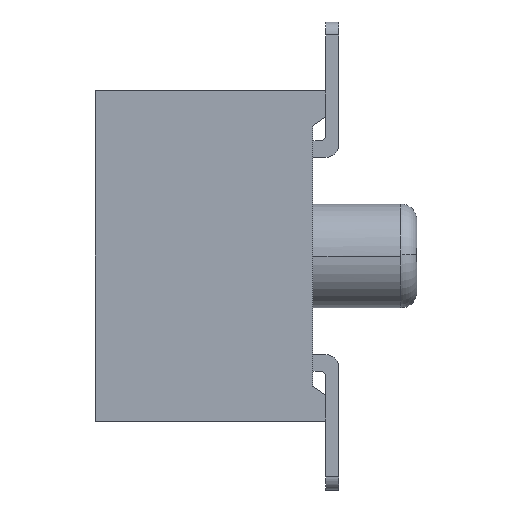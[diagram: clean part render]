
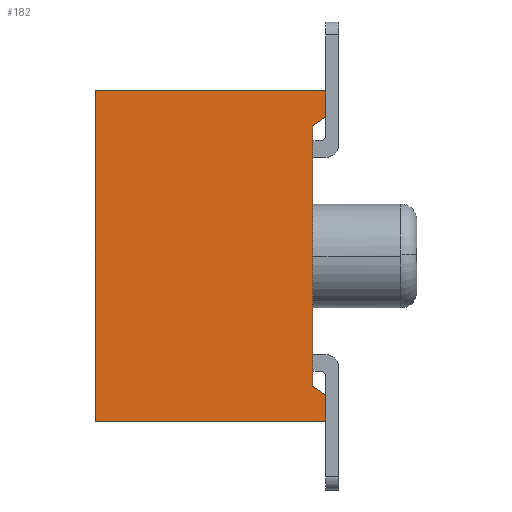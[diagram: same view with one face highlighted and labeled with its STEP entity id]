
A CAD part, left-side view. The second image highlights one B-rep face of the part: STEP entity #182.
In plain terms, the highlighted planar face has unit normal (-1, 0, 0).
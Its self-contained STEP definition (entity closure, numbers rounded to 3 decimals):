
#182=ADVANCED_FACE('',(#829),#830,.T.);
#829=FACE_OUTER_BOUND('',#2052,.T.);
#830=PLANE('',#2053);
#2052=EDGE_LOOP('',(#3456,#3457,#3458,#3459,#3460,#3461,#3462,#3463));
#2053=AXIS2_PLACEMENT_3D('',#3464,#3465,#3466);
#3456=ORIENTED_EDGE('',*,*,#8212,.F.);
#3457=ORIENTED_EDGE('',*,*,#8207,.T.);
#3458=ORIENTED_EDGE('',*,*,#8221,.T.);
#3459=ORIENTED_EDGE('',*,*,#8223,.F.);
#3460=ORIENTED_EDGE('',*,*,#8338,.F.);
#3461=ORIENTED_EDGE('',*,*,#8209,.T.);
#3462=ORIENTED_EDGE('',*,*,#8339,.F.);
#3463=ORIENTED_EDGE('',*,*,#8295,.F.);
#3464=CARTESIAN_POINT('',(-1.27,0.0,-2.54));
#3465=DIRECTION('',(-1.0,0.0,0.0));
#3466=DIRECTION('',(0.0,0.0,1.0));
#8207=EDGE_CURVE('',#9828,#9833,#9835,.T.);
#8209=EDGE_CURVE('',#9839,#9836,#9840,.T.);
#8212=EDGE_CURVE('',#9828,#9844,#9845,.T.);
#8221=EDGE_CURVE('',#9833,#9857,#9859,.T.);
#8223=EDGE_CURVE('',#9860,#9857,#9862,.T.);
#8295=EDGE_CURVE('',#9844,#9996,#9997,.T.);
#8338=EDGE_CURVE('',#9839,#9860,#10078,.T.);
#8339=EDGE_CURVE('',#9996,#9836,#10079,.T.);
#9828=VERTEX_POINT('',#12472);
#9833=VERTEX_POINT('',#12479);
#9835=LINE('',#12482,#12483);
#9836=VERTEX_POINT('',#12484);
#9839=VERTEX_POINT('',#12488);
#9840=LINE('',#12489,#12490);
#9844=VERTEX_POINT('',#12496);
#9845=LINE('',#12497,#12498);
#9857=VERTEX_POINT('',#12517);
#9859=LINE('',#12520,#12521);
#9860=VERTEX_POINT('',#12522);
#9862=LINE('',#12525,#12526);
#9996=VERTEX_POINT('',#12731);
#9997=LINE('',#12732,#12733);
#10078=LINE('',#12854,#12855);
#10079=LINE('',#12856,#12857);
#12472=CARTESIAN_POINT('',(-1.27,0.0,2.14));
#12479=CARTESIAN_POINT('',(-1.27,0.0,2.54));
#12482=CARTESIAN_POINT('',(-1.27,0.0,2.14));
#12483=VECTOR('',#16421,0.4);
#12484=CARTESIAN_POINT('',(-1.27,0.0,-2.14));
#12488=CARTESIAN_POINT('',(-1.27,0.0,-2.54));
#12489=CARTESIAN_POINT('',(-1.27,0.0,-2.54));
#12490=VECTOR('',#16423,0.4);
#12496=CARTESIAN_POINT('',(-1.27,0.2,2.0));
#12497=CARTESIAN_POINT('',(-1.27,0.0,2.14));
#12498=VECTOR('',#16426,0.244);
#12517=CARTESIAN_POINT('',(-1.27,3.55,2.54));
#12520=CARTESIAN_POINT('',(-1.27,0.0,2.54));
#12521=VECTOR('',#16435,3.55);
#12522=CARTESIAN_POINT('',(-1.27,3.55,-2.54));
#12525=CARTESIAN_POINT('',(-1.27,3.55,-2.54));
#12526=VECTOR('',#16437,5.08);
#12731=CARTESIAN_POINT('',(-1.27,0.2,-2.0));
#12732=CARTESIAN_POINT('',(-1.27,0.2,2.0));
#12733=VECTOR('',#16509,4.0);
#12854=CARTESIAN_POINT('',(-1.27,0.0,-2.54));
#12855=VECTOR('',#16556,3.55);
#12856=CARTESIAN_POINT('',(-1.27,0.2,-2.0));
#12857=VECTOR('',#16557,0.244);
#16421=DIRECTION('',(0.0,0.0,1.0));
#16423=DIRECTION('',(0.0,0.0,1.0));
#16426=DIRECTION('',(0.0,0.819,-0.574));
#16435=DIRECTION('',(0.0,1.0,0.0));
#16437=DIRECTION('',(0.0,0.0,1.0));
#16509=DIRECTION('',(0.0,0.0,-1.0));
#16556=DIRECTION('',(0.0,1.0,0.0));
#16557=DIRECTION('',(0.0,-0.819,-0.574));
